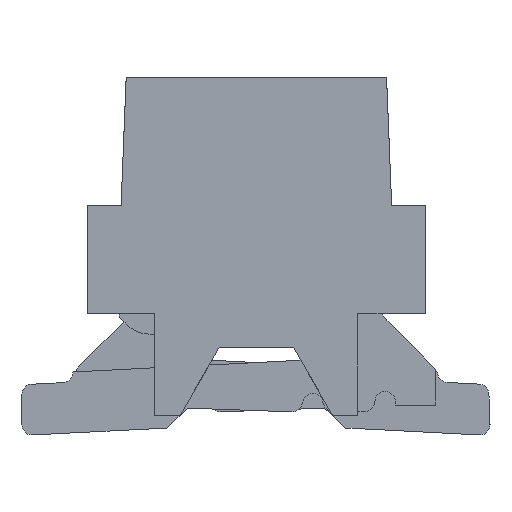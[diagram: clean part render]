
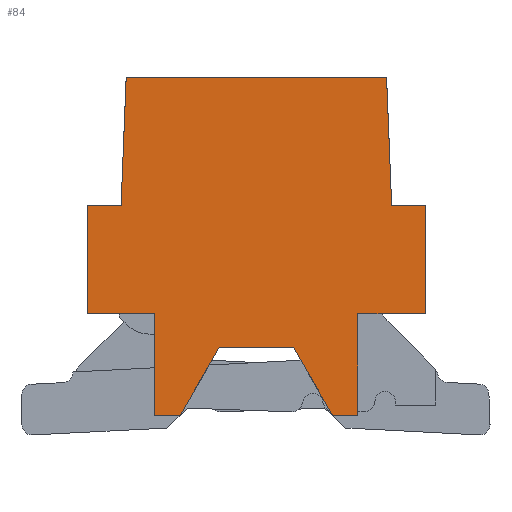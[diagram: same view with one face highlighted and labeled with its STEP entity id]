
A CAD part, left-side view. The second image highlights one B-rep face of the part: STEP entity #84.
In plain terms, the highlighted planar face has unit normal (-1, 0, 0).
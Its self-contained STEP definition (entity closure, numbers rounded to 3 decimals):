
#84=ADVANCED_FACE('',(#501),#502,.F.);
#501=FACE_OUTER_BOUND('',#1330,.T.);
#502=PLANE('',#1331);
#1330=EDGE_LOOP('',(#2204,#2205,#2206,#2207,#2208,#2209,#2210,#2211,#2212,#2213,#2214,#2215,#2216,#2217,#2218,#2219));
#1331=AXIS2_PLACEMENT_3D('',#2220,#2221,#2222);
#2204=ORIENTED_EDGE('',*,*,#5834,.F.);
#2205=ORIENTED_EDGE('',*,*,#5835,.F.);
#2206=ORIENTED_EDGE('',*,*,#5836,.F.);
#2207=ORIENTED_EDGE('',*,*,#5837,.F.);
#2208=ORIENTED_EDGE('',*,*,#5838,.F.);
#2209=ORIENTED_EDGE('',*,*,#5839,.F.);
#2210=ORIENTED_EDGE('',*,*,#5840,.F.);
#2211=ORIENTED_EDGE('',*,*,#5841,.F.);
#2212=ORIENTED_EDGE('',*,*,#5842,.F.);
#2213=ORIENTED_EDGE('',*,*,#5843,.F.);
#2214=ORIENTED_EDGE('',*,*,#5844,.F.);
#2215=ORIENTED_EDGE('',*,*,#5845,.F.);
#2216=ORIENTED_EDGE('',*,*,#5846,.F.);
#2217=ORIENTED_EDGE('',*,*,#5847,.F.);
#2218=ORIENTED_EDGE('',*,*,#5848,.F.);
#2219=ORIENTED_EDGE('',*,*,#5849,.F.);
#2220=CARTESIAN_POINT('',(-6.045,0.0,0.0));
#2221=DIRECTION('',(1.0,0.0,0.0));
#2222=DIRECTION('',(0.0,1.0,0.0));
#5834=EDGE_CURVE('',#7088,#7089,#7090,.T.);
#5835=EDGE_CURVE('',#7091,#7088,#7092,.T.);
#5836=EDGE_CURVE('',#7093,#7091,#7094,.T.);
#5837=EDGE_CURVE('',#7095,#7093,#7096,.T.);
#5838=EDGE_CURVE('',#7097,#7095,#7098,.T.);
#5839=EDGE_CURVE('',#7099,#7097,#7100,.T.);
#5840=EDGE_CURVE('',#7101,#7099,#7102,.T.);
#5841=EDGE_CURVE('',#7103,#7101,#7104,.T.);
#5842=EDGE_CURVE('',#7105,#7103,#7106,.T.);
#5843=EDGE_CURVE('',#7107,#7105,#7108,.T.);
#5844=EDGE_CURVE('',#7109,#7107,#7110,.T.);
#5845=EDGE_CURVE('',#7111,#7109,#7112,.T.);
#5846=EDGE_CURVE('',#7113,#7111,#7114,.T.);
#5847=EDGE_CURVE('',#7115,#7113,#7116,.T.);
#5848=EDGE_CURVE('',#7117,#7115,#7118,.T.);
#5849=EDGE_CURVE('',#7089,#7117,#7119,.T.);
#7088=VERTEX_POINT('',#9136);
#7089=VERTEX_POINT('',#9137);
#7090=LINE('',#9138,#9139);
#7091=VERTEX_POINT('',#9140);
#7092=LINE('',#9141,#9142);
#7093=VERTEX_POINT('',#9143);
#7094=LINE('',#9144,#9145);
#7095=VERTEX_POINT('',#9146);
#7096=LINE('',#9147,#9148);
#7097=VERTEX_POINT('',#9149);
#7098=LINE('',#9150,#9151);
#7099=VERTEX_POINT('',#9152);
#7100=LINE('',#9153,#9154);
#7101=VERTEX_POINT('',#9155);
#7102=LINE('',#9156,#9157);
#7103=VERTEX_POINT('',#9158);
#7104=LINE('',#9159,#9160);
#7105=VERTEX_POINT('',#9161);
#7106=LINE('',#9162,#9163);
#7107=VERTEX_POINT('',#9164);
#7108=LINE('',#9165,#9166);
#7109=VERTEX_POINT('',#9167);
#7110=LINE('',#9168,#9169);
#7111=VERTEX_POINT('',#9170);
#7112=LINE('',#9171,#9172);
#7113=VERTEX_POINT('',#9173);
#7114=LINE('',#9174,#9175);
#7115=VERTEX_POINT('',#9176);
#7116=LINE('',#9177,#9178);
#7117=VERTEX_POINT('',#9179);
#7118=LINE('',#9180,#9181);
#7119=LINE('',#9182,#9183);
#9136=CARTESIAN_POINT('',(-6.045,1.925,0.0));
#9137=CARTESIAN_POINT('',(-6.045,-1.925,0.0));
#9138=CARTESIAN_POINT('',(-6.045,1.925,0.0));
#9139=VECTOR('',#12194,3.85);
#9140=CARTESIAN_POINT('',(-6.045,2.0,-1.9));
#9141=CARTESIAN_POINT('',(-6.045,2.0,-1.9));
#9142=VECTOR('',#12195,1.901);
#9143=CARTESIAN_POINT('',(-6.045,2.5,-1.9));
#9144=CARTESIAN_POINT('',(-6.045,2.5,-1.9));
#9145=VECTOR('',#12196,0.5);
#9146=CARTESIAN_POINT('',(-6.045,2.5,-3.5));
#9147=CARTESIAN_POINT('',(-6.045,2.5,-3.5));
#9148=VECTOR('',#12197,1.6);
#9149=CARTESIAN_POINT('',(-6.045,1.5,-3.5));
#9150=CARTESIAN_POINT('',(-6.045,1.5,-3.5));
#9151=VECTOR('',#12198,1.0);
#9152=CARTESIAN_POINT('',(-6.045,1.5,-5.0));
#9153=CARTESIAN_POINT('',(-6.045,1.5,-5.0));
#9154=VECTOR('',#12199,1.5);
#9155=CARTESIAN_POINT('',(-6.045,1.127,-5.0));
#9156=CARTESIAN_POINT('',(-6.045,1.127,-5.0));
#9157=VECTOR('',#12200,0.373);
#9158=CARTESIAN_POINT('',(-6.045,0.55,-4.0));
#9159=CARTESIAN_POINT('',(-6.045,0.55,-4.0));
#9160=VECTOR('',#12201,1.155);
#9161=CARTESIAN_POINT('',(-6.045,-0.55,-4.0));
#9162=CARTESIAN_POINT('',(-6.045,-0.55,-4.0));
#9163=VECTOR('',#12202,1.1);
#9164=CARTESIAN_POINT('',(-6.045,-1.127,-5.0));
#9165=CARTESIAN_POINT('',(-6.045,-1.127,-5.0));
#9166=VECTOR('',#12203,1.155);
#9167=CARTESIAN_POINT('',(-6.045,-1.5,-5.0));
#9168=CARTESIAN_POINT('',(-6.045,-1.5,-5.0));
#9169=VECTOR('',#12204,0.373);
#9170=CARTESIAN_POINT('',(-6.045,-1.5,-3.5));
#9171=CARTESIAN_POINT('',(-6.045,-1.5,-3.5));
#9172=VECTOR('',#12205,1.5);
#9173=CARTESIAN_POINT('',(-6.045,-2.5,-3.5));
#9174=CARTESIAN_POINT('',(-6.045,-2.5,-3.5));
#9175=VECTOR('',#12206,1.0);
#9176=CARTESIAN_POINT('',(-6.045,-2.5,-1.9));
#9177=CARTESIAN_POINT('',(-6.045,-2.5,-1.9));
#9178=VECTOR('',#12207,1.6);
#9179=CARTESIAN_POINT('',(-6.045,-2.0,-1.9));
#9180=CARTESIAN_POINT('',(-6.045,-2.0,-1.9));
#9181=VECTOR('',#12208,0.5);
#9182=CARTESIAN_POINT('',(-6.045,-1.925,0.0));
#9183=VECTOR('',#12209,1.901);
#12194=DIRECTION('',(0.0,-1.0,0.0));
#12195=DIRECTION('',(0.0,-0.039,0.999));
#12196=DIRECTION('',(0.0,-1.0,0.0));
#12197=DIRECTION('',(0.0,0.0,1.0));
#12198=DIRECTION('',(0.0,1.0,0.0));
#12199=DIRECTION('',(0.0,0.0,1.0));
#12200=DIRECTION('',(0.0,1.0,0.0));
#12201=DIRECTION('',(0.0,0.5,-0.866));
#12202=DIRECTION('',(0.0,1.0,0.0));
#12203=DIRECTION('',(0.0,0.5,0.866));
#12204=DIRECTION('',(0.0,1.0,0.0));
#12205=DIRECTION('',(0.0,0.0,-1.0));
#12206=DIRECTION('',(0.0,1.0,0.0));
#12207=DIRECTION('',(0.0,0.0,-1.0));
#12208=DIRECTION('',(0.0,-1.0,0.0));
#12209=DIRECTION('',(0.0,-0.039,-0.999));
